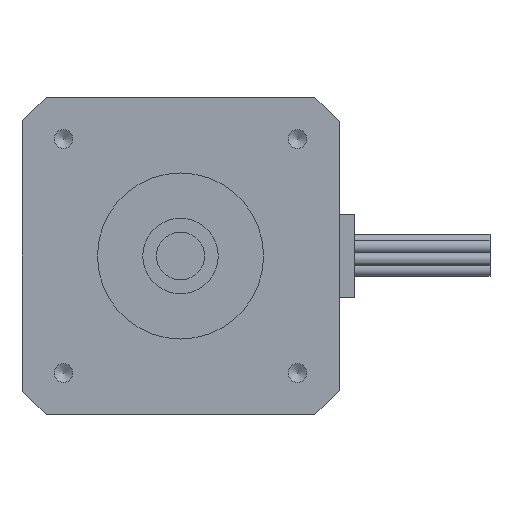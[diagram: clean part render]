
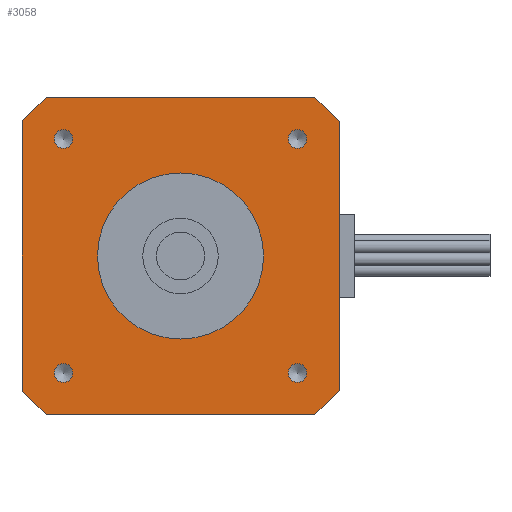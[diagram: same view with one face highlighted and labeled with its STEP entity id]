
A CAD part, front view. The second image highlights one B-rep face of the part: STEP entity #3058.
In plain terms, the highlighted planar face has unit normal (0, -1, 0).
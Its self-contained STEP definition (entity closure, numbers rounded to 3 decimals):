
#76=FACE_BOUND('',#880,.T.);
#77=FACE_BOUND('',#881,.T.);
#78=FACE_BOUND('',#882,.T.);
#79=FACE_BOUND('',#883,.T.);
#80=FACE_BOUND('',#884,.T.);
#215=LINE('',#4914,#398);
#220=LINE('',#4924,#403);
#240=LINE('',#4998,#423);
#242=LINE('',#5009,#425);
#398=VECTOR('',#4002,10.);
#403=VECTOR('',#4009,10.);
#423=VECTOR('',#4091,10.);
#425=VECTOR('',#4109,10.);
#662=FACE_OUTER_BOUND('',#879,.T.);
#879=EDGE_LOOP('',(#2293,#2294,#2295,#2296,#2297,#2298,#2299,#2300));
#880=EDGE_LOOP('',(#2301));
#881=EDGE_LOOP('',(#2302));
#882=EDGE_LOOP('',(#2303));
#883=EDGE_LOOP('',(#2304));
#884=EDGE_LOOP('',(#2305));
#1075=CIRCLE('',#3365,1.23);
#1077=CIRCLE('',#3369,1.23);
#1079=CIRCLE('',#3373,1.23);
#1081=CIRCLE('',#3377,1.23);
#1084=CIRCLE('',#3382,11.);
#1085=CIRCLE('',#3385,27.5);
#1086=CIRCLE('',#3388,27.5);
#1088=CIRCLE('',#3391,27.5);
#1089=CIRCLE('',#3393,27.5);
#1297=VERTEX_POINT('',#4911);
#1298=VERTEX_POINT('',#4913);
#1301=VERTEX_POINT('',#4921);
#1302=VERTEX_POINT('',#4923);
#1309=VERTEX_POINT('',#4946);
#1312=VERTEX_POINT('',#4955);
#1315=VERTEX_POINT('',#4964);
#1318=VERTEX_POINT('',#4973);
#1321=VERTEX_POINT('',#4983);
#1322=VERTEX_POINT('',#4988);
#1323=VERTEX_POINT('',#4989);
#1325=VERTEX_POINT('',#4996);
#1326=VERTEX_POINT('',#5005);
#1624=EDGE_CURVE('',#1297,#1298,#215,.T.);
#1629=EDGE_CURVE('',#1301,#1302,#220,.T.);
#1640=EDGE_CURVE('',#1309,#1309,#1075,.T.);
#1644=EDGE_CURVE('',#1312,#1312,#1077,.T.);
#1648=EDGE_CURVE('',#1315,#1315,#1079,.T.);
#1652=EDGE_CURVE('',#1318,#1318,#1081,.T.);
#1658=EDGE_CURVE('',#1321,#1321,#1084,.T.);
#1659=EDGE_CURVE('',#1322,#1323,#1085,.T.);
#1664=EDGE_CURVE('',#1325,#1322,#240,.T.);
#1665=EDGE_CURVE('',#1298,#1325,#1086,.T.);
#1667=EDGE_CURVE('',#1302,#1297,#1088,.T.);
#1668=EDGE_CURVE('',#1326,#1301,#1089,.T.);
#1670=EDGE_CURVE('',#1323,#1326,#242,.T.);
#2293=ORIENTED_EDGE('',*,*,#1670,.F.);
#2294=ORIENTED_EDGE('',*,*,#1659,.F.);
#2295=ORIENTED_EDGE('',*,*,#1664,.F.);
#2296=ORIENTED_EDGE('',*,*,#1665,.F.);
#2297=ORIENTED_EDGE('',*,*,#1624,.F.);
#2298=ORIENTED_EDGE('',*,*,#1667,.F.);
#2299=ORIENTED_EDGE('',*,*,#1629,.F.);
#2300=ORIENTED_EDGE('',*,*,#1668,.F.);
#2301=ORIENTED_EDGE('',*,*,#1640,.T.);
#2302=ORIENTED_EDGE('',*,*,#1644,.T.);
#2303=ORIENTED_EDGE('',*,*,#1648,.T.);
#2304=ORIENTED_EDGE('',*,*,#1652,.T.);
#2305=ORIENTED_EDGE('',*,*,#1658,.T.);
#2695=PLANE('',#3396);
#3058=ADVANCED_FACE('',(#662,#76,#77,#78,#79,#80),#2695,.T.);
#3365=AXIS2_PLACEMENT_3D('',#4947,#4034,#4035);
#3369=AXIS2_PLACEMENT_3D('',#4956,#4044,#4045);
#3373=AXIS2_PLACEMENT_3D('',#4965,#4054,#4055);
#3377=AXIS2_PLACEMENT_3D('',#4974,#4064,#4065);
#3382=AXIS2_PLACEMENT_3D('',#4985,#4077,#4078);
#3385=AXIS2_PLACEMENT_3D('',#4990,#4083,#4084);
#3388=AXIS2_PLACEMENT_3D('',#5000,#4094,#4095);
#3391=AXIS2_PLACEMENT_3D('',#5003,#4100,#4101);
#3393=AXIS2_PLACEMENT_3D('',#5006,#4104,#4105);
#3396=AXIS2_PLACEMENT_3D('',#5011,#4112,#4113);
#4002=DIRECTION('',(0.,0.,-1.));
#4009=DIRECTION('',(1.,0.,0.));
#4034=DIRECTION('center_axis',(0.,1.,0.));
#4035=DIRECTION('ref_axis',(1.,0.,0.));
#4044=DIRECTION('center_axis',(0.,1.,0.));
#4045=DIRECTION('ref_axis',(1.,0.,0.));
#4054=DIRECTION('center_axis',(0.,1.,0.));
#4055=DIRECTION('ref_axis',(1.,0.,0.));
#4064=DIRECTION('center_axis',(0.,1.,0.));
#4065=DIRECTION('ref_axis',(1.,0.,0.));
#4077=DIRECTION('center_axis',(0.,1.,0.));
#4078=DIRECTION('ref_axis',(-1.,0.,0.));
#4083=DIRECTION('center_axis',(0.,1.,0.));
#4084=DIRECTION('ref_axis',(-0.646,0.,-0.764));
#4091=DIRECTION('',(-1.,0.,0.));
#4094=DIRECTION('center_axis',(0.,1.,0.));
#4095=DIRECTION('ref_axis',(0.764,0.,-0.646));
#4100=DIRECTION('center_axis',(0.,1.,0.));
#4101=DIRECTION('ref_axis',(0.646,0.,0.764));
#4104=DIRECTION('center_axis',(0.,1.,0.));
#4105=DIRECTION('ref_axis',(-0.764,0.,0.646));
#4109=DIRECTION('',(0.,0.,1.));
#4112=DIRECTION('center_axis',(0.,-1.,0.));
#4113=DIRECTION('ref_axis',(0.,0.,-1.));
#4911=CARTESIAN_POINT('',(74.055,26.792,91.755));
#4913=CARTESIAN_POINT('',(74.055,26.792,56.245));
#4914=CARTESIAN_POINT('',(74.055,26.792,91.755));
#4921=CARTESIAN_POINT('',(35.3,26.792,95.));
#4923=CARTESIAN_POINT('',(70.811,26.792,95.));
#4924=CARTESIAN_POINT('',(35.3,26.792,95.));
#4946=CARTESIAN_POINT('',(67.326,26.792,58.5));
#4947=CARTESIAN_POINT('Origin',(68.555,26.792,58.5));
#4955=CARTESIAN_POINT('',(36.326,26.792,89.5));
#4956=CARTESIAN_POINT('Origin',(37.555,26.792,89.5));
#4964=CARTESIAN_POINT('',(67.326,26.792,89.5));
#4965=CARTESIAN_POINT('Origin',(68.555,26.792,89.5));
#4973=CARTESIAN_POINT('',(36.326,26.792,58.5));
#4974=CARTESIAN_POINT('Origin',(37.555,26.792,58.5));
#4983=CARTESIAN_POINT('',(64.055,26.792,74.));
#4985=CARTESIAN_POINT('Origin',(53.055,26.792,74.));
#4988=CARTESIAN_POINT('',(35.3,26.792,53.));
#4989=CARTESIAN_POINT('',(32.055,26.792,56.245));
#4990=CARTESIAN_POINT('Origin',(53.055,26.792,74.));
#4996=CARTESIAN_POINT('',(70.811,26.792,53.));
#4998=CARTESIAN_POINT('',(70.811,26.792,53.));
#5000=CARTESIAN_POINT('Origin',(53.055,26.792,74.));
#5003=CARTESIAN_POINT('Origin',(53.055,26.792,74.));
#5005=CARTESIAN_POINT('',(32.055,26.792,91.755));
#5006=CARTESIAN_POINT('Origin',(53.055,26.792,74.));
#5009=CARTESIAN_POINT('',(32.055,26.792,56.245));
#5011=CARTESIAN_POINT('Origin',(42.952,26.792,84.103));
